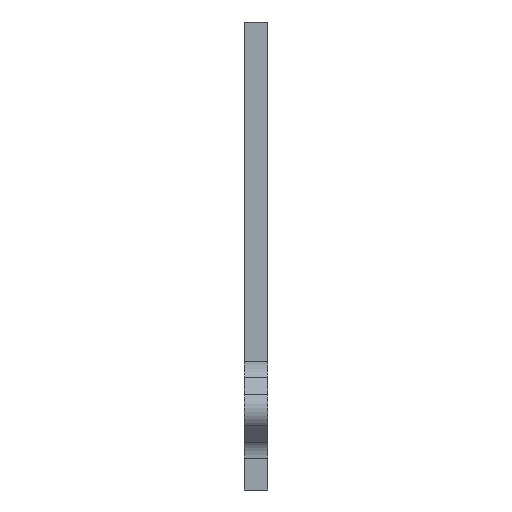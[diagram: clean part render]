
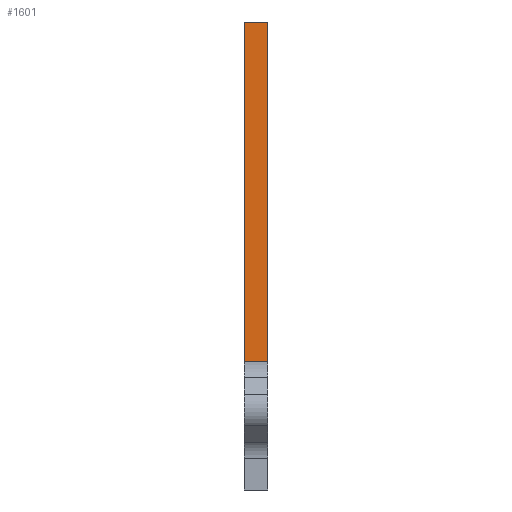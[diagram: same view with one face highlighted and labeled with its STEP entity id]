
A CAD part, left-side view. The second image highlights one B-rep face of the part: STEP entity #1601.
In plain terms, the highlighted planar face has unit normal (-1, 0, 0).
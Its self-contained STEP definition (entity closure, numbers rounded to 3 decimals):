
#80=PLANE('',#1759);
#154=FACE_OUTER_BOUND('',#250,.T.);
#250=EDGE_LOOP('',(#1350,#1351,#1352,#1353));
#302=LINE('',#2283,#464);
#337=LINE('',#2372,#499);
#343=LINE('',#2382,#505);
#415=LINE('',#2616,#577);
#464=VECTOR('',#1833,10.);
#499=VECTOR('',#1912,10.);
#505=VECTOR('',#1922,10.);
#577=VECTOR('',#2150,10.);
#696=VERTEX_POINT('',#2276);
#699=VERTEX_POINT('',#2281);
#730=VERTEX_POINT('',#2369);
#731=VERTEX_POINT('',#2371);
#856=EDGE_CURVE('',#699,#696,#302,.T.);
#899=EDGE_CURVE('',#730,#731,#337,.T.);
#905=EDGE_CURVE('',#699,#731,#343,.T.);
#1023=EDGE_CURVE('',#730,#696,#415,.T.);
#1350=ORIENTED_EDGE('',*,*,#856,.F.);
#1351=ORIENTED_EDGE('',*,*,#905,.T.);
#1352=ORIENTED_EDGE('',*,*,#899,.F.);
#1353=ORIENTED_EDGE('',*,*,#1023,.T.);
#1601=ADVANCED_FACE('',(#154),#80,.T.);
#1759=AXIS2_PLACEMENT_3D('',#2615,#2148,#2149);
#1833=DIRECTION('',(0.,1.,0.));
#1912=DIRECTION('',(0.,-1.,0.));
#1922=DIRECTION('',(0.,0.,1.));
#2148=DIRECTION('center_axis',(-1.,0.,0.));
#2149=DIRECTION('ref_axis',(0.,0.,1.));
#2150=DIRECTION('',(0.,0.,-1.));
#2276=CARTESIAN_POINT('',(-8.,3.18,17.695));
#2281=CARTESIAN_POINT('',(-8.,0.,17.695));
#2283=CARTESIAN_POINT('',(-8.,1.59,17.695));
#2369=CARTESIAN_POINT('',(-8.,3.18,63.68));
#2371=CARTESIAN_POINT('',(-8.,0.,63.68));
#2372=CARTESIAN_POINT('',(-8.,3.18,63.68));
#2382=CARTESIAN_POINT('',(-8.,0.,0.32));
#2615=CARTESIAN_POINT('Origin',(-8.,0.,5.32));
#2616=CARTESIAN_POINT('',(-8.,3.18,63.68));
